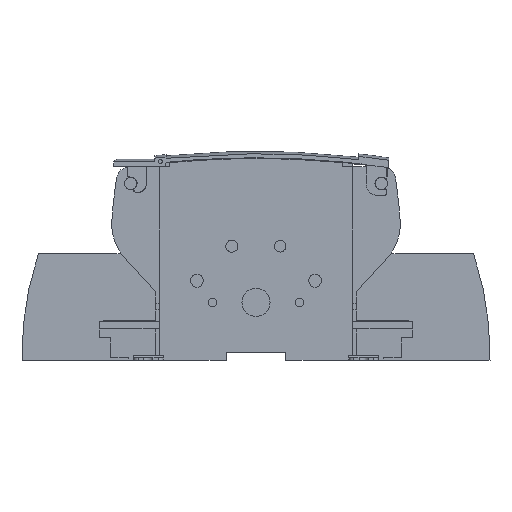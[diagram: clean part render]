
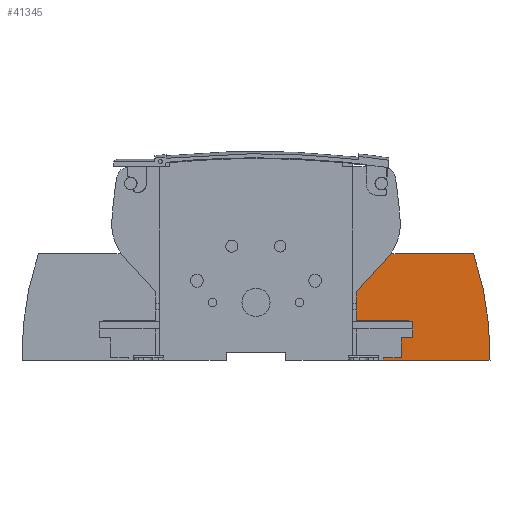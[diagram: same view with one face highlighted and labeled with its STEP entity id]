
A CAD part, left-side view. The second image highlights one B-rep face of the part: STEP entity #41345.
In plain terms, the highlighted planar face has unit normal (-1, 0, 0).
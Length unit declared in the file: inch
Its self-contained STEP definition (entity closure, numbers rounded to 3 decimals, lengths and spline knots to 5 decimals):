
#1510 = PLANE ( 'NONE',  #56750 ) ;
#6237 = DIRECTION ( 'NONE',  ( 1., 0., 0. ) ) ;
#6942 = EDGE_LOOP ( 'NONE', ( #20227, #10793, #21816, #27517 ) ) ;
#8620 = EDGE_CURVE ( 'NONE', #26005, #29534, #55943, .T. ) ;
#10793 = ORIENTED_EDGE ( 'NONE', *, *, #39998, .F. ) ;
#11097 = EDGE_CURVE ( 'NONE', #24681, #26005, #53037, .T. ) ;
#14825 = DIRECTION ( 'NONE',  ( -1., 0., 0. ) ) ;
#18901 = CARTESIAN_POINT ( 'NONE',  ( -1.02559, -2.37008, 1.19291 ) ) ;
#19190 = VECTOR ( 'NONE', #32193, 39.37008 ) ;
#20227 = ORIENTED_EDGE ( 'NONE', *, *, #8620, .T. ) ;
#21816 = ORIENTED_EDGE ( 'NONE', *, *, #30576, .F. ) ;
#21904 = DIRECTION ( 'NONE',  ( 0., -1., 0. ) ) ;
#24681 = VERTEX_POINT ( 'NONE', #18901 ) ;
#25722 = CARTESIAN_POINT ( 'NONE',  ( -1.02559, -2.37008, 3.54365 ) ) ;
#26005 = VERTEX_POINT ( 'NONE', #49102 ) ;
#26334 = CARTESIAN_POINT ( 'NONE',  ( -1.02559, 0., 1.19291 ) ) ;
#27517 = ORIENTED_EDGE ( 'NONE', *, *, #11097, .T. ) ;
#28808 = CIRCLE ( 'NONE', #30056, 7.67717 ) ;
#29534 = VERTEX_POINT ( 'NONE', #48816 ) ;
#30056 = AXIS2_PLACEMENT_3D ( 'NONE', #32762, #6237, #37240 ) ;
#30209 = DIRECTION ( 'NONE',  ( 0., 0., -1. ) ) ;
#30576 = EDGE_CURVE ( 'NONE', #24681, #41226, #54358, .T. ) ;
#30791 = VECTOR ( 'NONE', #21904, 39.37008 ) ;
#30862 = VECTOR ( 'NONE', #30209, 39.37008 ) ;
#32193 = DIRECTION ( 'NONE',  ( 0., -1., 0. ) ) ;
#32762 = CARTESIAN_POINT ( 'NONE',  ( -1.02559, 1.94278, -1.26958 ) ) ;
#36683 = CARTESIAN_POINT ( 'NONE',  ( -1.02559, 2.20866, -1.41732 ) ) ;
#37240 = DIRECTION ( 'NONE',  ( 0., 0., 1. ) ) ;
#39998 = EDGE_CURVE ( 'NONE', #41226, #29534, #28808, .T. ) ;
#41226 = VERTEX_POINT ( 'NONE', #44870 ) ;
#41345 = ADVANCED_FACE ( 'NONE', ( #45394 ), #1510, .T. ) ;
#41382 = CARTESIAN_POINT ( 'NONE',  ( -1.02559, -2.39567, -1.31496 ) ) ;
#44870 = CARTESIAN_POINT ( 'NONE',  ( -1.02559, -5.32874, 1.19291 ) ) ;
#45394 = FACE_OUTER_BOUND ( 'NONE', #6942, .T. ) ;
#45842 = DIRECTION ( 'NONE',  ( 0., -1., 0. ) ) ;
#48816 = CARTESIAN_POINT ( 'NONE',  ( -1.02559, -5.73296, -1.41732 ) ) ;
#49102 = CARTESIAN_POINT ( 'NONE',  ( -1.02559, -2.37008, -1.41732 ) ) ;
#53037 = LINE ( 'NONE', #25722, #30862 ) ;
#54358 = LINE ( 'NONE', #26334, #30791 ) ;
#55943 = LINE ( 'NONE', #36683, #19190 ) ;
#56750 = AXIS2_PLACEMENT_3D ( 'NONE', #41382, #14825, #45842 ) ;
